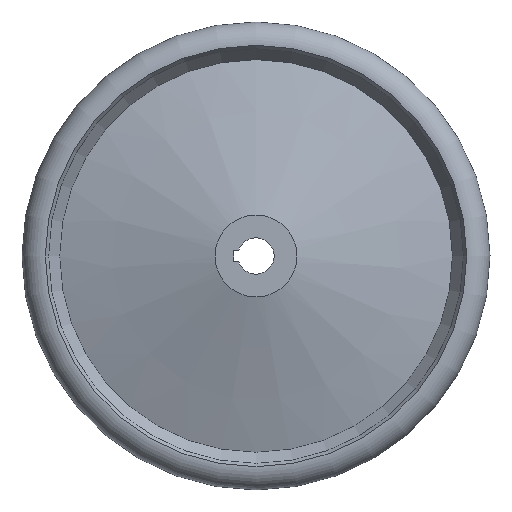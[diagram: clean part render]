
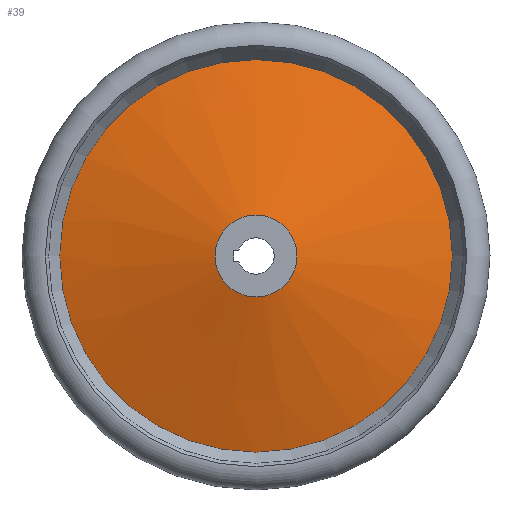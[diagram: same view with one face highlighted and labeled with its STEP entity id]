
A CAD part, left-side view. The second image highlights one B-rep face of the part: STEP entity #39.
In plain terms, the highlighted conical face has half-angle 73.896 degrees and reference radius 151 mm.
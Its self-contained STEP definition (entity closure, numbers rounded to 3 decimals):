
#39 = ADVANCED_FACE( '', ( #86, #87 ), #88, .T. );
#86 = FACE_BOUND( '', #150, .T. );
#87 = FACE_OUTER_BOUND( '', #151, .T. );
#88 = CONICAL_SURFACE( '', #152, 151., 1.29 );
#150 = EDGE_LOOP( '', ( #208 ) );
#151 = EDGE_LOOP( '', ( #209 ) );
#152 = AXIS2_PLACEMENT_3D( '', #210, #211, #212 );
#208 = ORIENTED_EDGE( '', *, *, #313, .F. );
#209 = ORIENTED_EDGE( '', *, *, #314, .T. );
#210 = CARTESIAN_POINT( '', ( 54., 0., 0. ) );
#211 = DIRECTION( '', ( 1., 0., 0. ) );
#212 = DIRECTION( '', ( 0., 0., -1. ) );
#313 = EDGE_CURVE( '', #351, #351, #352, .T. );
#314 = EDGE_CURVE( '', #353, #353, #354, .T. );
#351 = VERTEX_POINT( '', #406 );
#352 = CIRCLE( '', #407, 31.5 );
#353 = VERTEX_POINT( '', #408 );
#354 = CIRCLE( '', #409, 151. );
#406 = CARTESIAN_POINT( '', ( 19.5, 0., 31.5 ) );
#407 = AXIS2_PLACEMENT_3D( '', #470, #471, #472 );
#408 = CARTESIAN_POINT( '', ( 54., 0., 151. ) );
#409 = AXIS2_PLACEMENT_3D( '', #473, #474, #475 );
#470 = CARTESIAN_POINT( '', ( 19.5, 0., 0. ) );
#471 = DIRECTION( '', ( -1., 0., 0. ) );
#472 = DIRECTION( '', ( 0., 0., 1. ) );
#473 = CARTESIAN_POINT( '', ( 54., 0., 0. ) );
#474 = DIRECTION( '', ( -1., 0., 0. ) );
#475 = DIRECTION( '', ( 0., 0., 1. ) );
